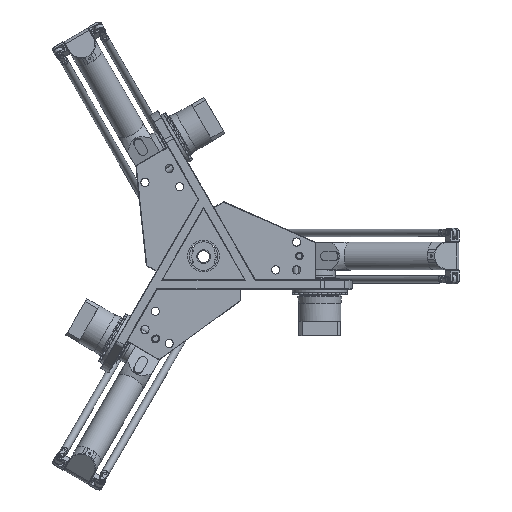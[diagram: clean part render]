
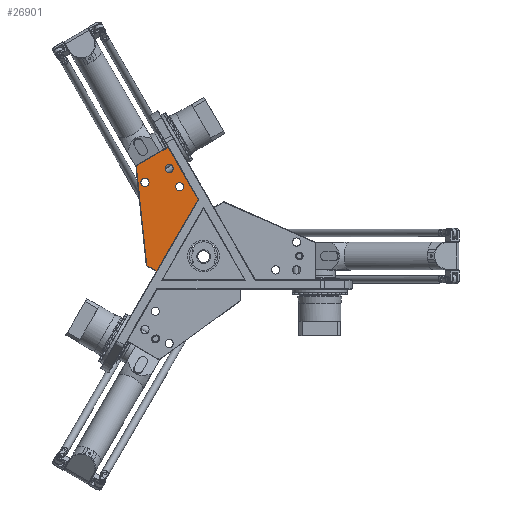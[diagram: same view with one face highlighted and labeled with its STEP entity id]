
A CAD part, top view. The second image highlights one B-rep face of the part: STEP entity #26901.
In plain terms, the highlighted planar face has unit normal (0, 0, 1).
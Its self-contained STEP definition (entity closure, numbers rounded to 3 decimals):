
#658=FACE_BOUND('',#5216,.T.);
#659=FACE_BOUND('',#5217,.T.);
#660=FACE_BOUND('',#5218,.T.);
#1657=CIRCLE('',#29251,8.75);
#1658=CIRCLE('',#29252,8.75);
#1659=CIRCLE('',#29253,8.75);
#3472=FACE_OUTER_BOUND('',#5215,.T.);
#5215=EDGE_LOOP('',(#21639,#21640,#21641,#21642,#21643));
#5216=EDGE_LOOP('',(#21644));
#5217=EDGE_LOOP('',(#21645));
#5218=EDGE_LOOP('',(#21646));
#7776=LINE('',#49480,#10172);
#7787=LINE('',#49501,#10183);
#7790=LINE('',#49507,#10186);
#7803=LINE('',#49532,#10199);
#7807=LINE('',#49539,#10203);
#10172=VECTOR('',#34906,10.);
#10183=VECTOR('',#34925,10.);
#10186=VECTOR('',#34930,10.);
#10199=VECTOR('',#34955,10.);
#10203=VECTOR('',#34961,10.);
#12503=VERTEX_POINT('',#49473);
#12505=VERTEX_POINT('',#49478);
#12511=VERTEX_POINT('',#49496);
#12512=VERTEX_POINT('',#49503);
#12519=VERTEX_POINT('',#49531);
#12522=VERTEX_POINT('',#49540);
#12523=VERTEX_POINT('',#49542);
#12524=VERTEX_POINT('',#49544);
#15732=EDGE_CURVE('',#12505,#12503,#7776,.T.);
#15743=EDGE_CURVE('',#12503,#12511,#7787,.T.);
#15746=EDGE_CURVE('',#12511,#12512,#7790,.T.);
#15759=EDGE_CURVE('',#12512,#12519,#7803,.T.);
#15763=EDGE_CURVE('',#12519,#12505,#7807,.T.);
#15764=EDGE_CURVE('',#12522,#12522,#1657,.T.);
#15765=EDGE_CURVE('',#12523,#12523,#1658,.T.);
#15766=EDGE_CURVE('',#12524,#12524,#1659,.T.);
#21639=ORIENTED_EDGE('',*,*,#15746,.F.);
#21640=ORIENTED_EDGE('',*,*,#15743,.F.);
#21641=ORIENTED_EDGE('',*,*,#15732,.F.);
#21642=ORIENTED_EDGE('',*,*,#15763,.F.);
#21643=ORIENTED_EDGE('',*,*,#15759,.F.);
#21644=ORIENTED_EDGE('',*,*,#15764,.T.);
#21645=ORIENTED_EDGE('',*,*,#15765,.T.);
#21646=ORIENTED_EDGE('',*,*,#15766,.T.);
#25464=PLANE('',#29250);
#26901=ADVANCED_FACE('',(#3472,#658,#659,#660),#25464,.T.);
#29250=AXIS2_PLACEMENT_3D('',#49538,#34959,#34960);
#29251=AXIS2_PLACEMENT_3D('',#49541,#34962,#34963);
#29252=AXIS2_PLACEMENT_3D('',#49543,#34964,#34965);
#29253=AXIS2_PLACEMENT_3D('',#49545,#34966,#34967);
#34906=DIRECTION('',(-0.866,0.5,0.));
#34925=DIRECTION('',(-0.105,0.994,0.));
#34930=DIRECTION('',(0.866,0.5,0.));
#34955=DIRECTION('',(0.5,-0.866,0.));
#34959=DIRECTION('center_axis',(0.,0.,
1.));
#34960=DIRECTION('ref_axis',(-0.5,-0.866,0.));
#34961=DIRECTION('',(-0.5,-0.866,0.));
#34962=DIRECTION('center_axis',(0.,0.,
-1.));
#34963=DIRECTION('ref_axis',(0.5,-0.866,0.));
#34964=DIRECTION('center_axis',(0.,0.,
-1.));
#34965=DIRECTION('ref_axis',(0.5,-0.866,0.));
#34966=DIRECTION('center_axis',(0.,0.,
-1.));
#34967=DIRECTION('ref_axis',(0.5,-0.866,0.));
#49473=CARTESIAN_POINT('',(-122.099,-20.278,101.));
#49478=CARTESIAN_POINT('',(-100.793,-32.579,101.));
#49480=CARTESIAN_POINT('',(-137.382,-11.454,101.));
#49496=CARTESIAN_POINT('',(-144.766,194.043,101.));
#49501=CARTESIAN_POINT('',(-139.852,147.575,101.));
#49503=CARTESIAN_POINT('',(-76.047,233.718,101.));
#49507=CARTESIAN_POINT('',(-109.026,214.677,101.));
#49531=CARTESIAN_POINT('',(-11.547,122.,101.));
#49532=CARTESIAN_POINT('',(-76.547,234.584,101.));
#49538=CARTESIAN_POINT('Origin',(-89.807,105.227,101.));
#49539=CARTESIAN_POINT('',(-11.547,122.,101.));
#49540=CARTESIAN_POINT('',(-55.894,156.812,101.));
#49541=CARTESIAN_POINT('Origin',(-51.519,149.234,101.));
#49542=CARTESIAN_POINT('',(-130.356,165.783,101.));
#49543=CARTESIAN_POINT('Origin',(-125.981,158.205,101.));
#49544=CARTESIAN_POINT('',(-78.394,195.783,101.));
#49545=CARTESIAN_POINT('Origin',(-74.019,188.205,101.));
